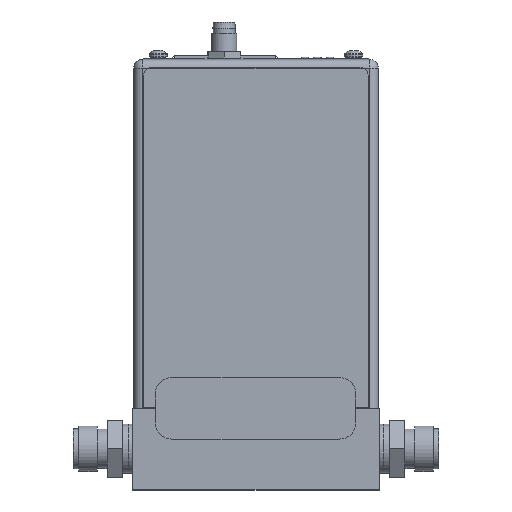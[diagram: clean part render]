
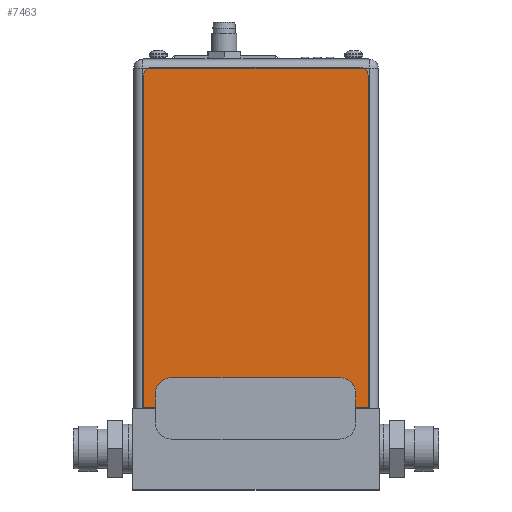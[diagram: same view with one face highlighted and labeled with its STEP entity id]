
A CAD part, top view. The second image highlights one B-rep face of the part: STEP entity #7463.
In plain terms, the highlighted planar face has unit normal (0, 0, 1).
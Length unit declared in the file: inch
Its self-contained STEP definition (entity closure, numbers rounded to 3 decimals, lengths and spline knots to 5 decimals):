
#7284=DIRECTION('',(0.,1.,0.));
#7285=VECTOR('',#7284,4.04);
#7286=CARTESIAN_POINT('',(2.73,0.,0.004));
#7287=LINE('',#7286,#7285);
#7292=DIRECTION('',(1.,0.,0.));
#7293=VECTOR('',#7292,2.73);
#7294=CARTESIAN_POINT('',(0.,0.,0.004));
#7295=LINE('',#7294,#7293);
#7296=DIRECTION('',(0.,-1.,0.));
#7297=VECTOR('',#7296,4.04);
#7298=CARTESIAN_POINT('',(0.,4.04,0.004));
#7299=LINE('',#7298,#7297);
#7308=DIRECTION('',(-1.,0.,0.));
#7309=VECTOR('',#7308,2.53);
#7310=CARTESIAN_POINT('',(2.63,4.14,0.004));
#7311=LINE('',#7310,#7309);
#7312=CARTESIAN_POINT('',(2.63,4.04,0.004));
#7313=DIRECTION('',(0.,0.,-1.));
#7314=DIRECTION('',(0.,1.,0.));
#7315=AXIS2_PLACEMENT_3D('',#7312,#7313,#7314);
#7317=CARTESIAN_POINT('',(0.1,4.04,0.004));
#7318=DIRECTION('',(0.,0.,-1.));
#7319=DIRECTION('',(-1.,0.,0.));
#7320=AXIS2_PLACEMENT_3D('',#7317,#7318,#7319);
#7334=CARTESIAN_POINT('',(2.73,4.04,0.004));
#7335=VERTEX_POINT('',#7334);
#7336=CARTESIAN_POINT('',(2.63,4.14,0.004));
#7337=VERTEX_POINT('',#7336);
#7338=CARTESIAN_POINT('',(2.73,0.,0.004));
#7339=VERTEX_POINT('',#7338);
#7340=CARTESIAN_POINT('',(0.,0.,0.004));
#7341=VERTEX_POINT('',#7340);
#7342=CARTESIAN_POINT('',(0.,4.04,0.004));
#7343=VERTEX_POINT('',#7342);
#7344=CARTESIAN_POINT('',(0.1,4.14,0.004));
#7345=VERTEX_POINT('',#7344);
#7450=CARTESIAN_POINT('',(0.,0.,0.004));
#7451=DIRECTION('',(0.,0.,1.));
#7452=DIRECTION('',(1.,0.,0.));
#7453=AXIS2_PLACEMENT_3D('',#7450,#7451,#7452);
#7454=PLANE('',#7453);
#7455=ORIENTED_EDGE('',*,*,#7374,.T.);
#7456=ORIENTED_EDGE('',*,*,#7390,.F.);
#7457=ORIENTED_EDGE('',*,*,#7403,.F.);
#7458=ORIENTED_EDGE('',*,*,#7416,.F.);
#7459=ORIENTED_EDGE('',*,*,#7431,.T.);
#7460=ORIENTED_EDGE('',*,*,#7443,.F.);
#7461=EDGE_LOOP('',(#7455,#7456,#7457,#7458,#7459,#7460));
#7462=FACE_OUTER_BOUND('',#7461,.F.);
#7463=ADVANCED_FACE('',(#7462),#7454,.T.);
#7316=CIRCLE('',#7315,0.1);
#7321=CIRCLE('',#7320,0.1);
#7374=EDGE_CURVE('',#7337,#7335,#7316,.T.);
#7390=EDGE_CURVE('',#7339,#7335,#7287,.T.);
#7403=EDGE_CURVE('',#7341,#7339,#7295,.T.);
#7416=EDGE_CURVE('',#7343,#7341,#7299,.T.);
#7431=EDGE_CURVE('',#7343,#7345,#7321,.T.);
#7443=EDGE_CURVE('',#7337,#7345,#7311,.T.);
